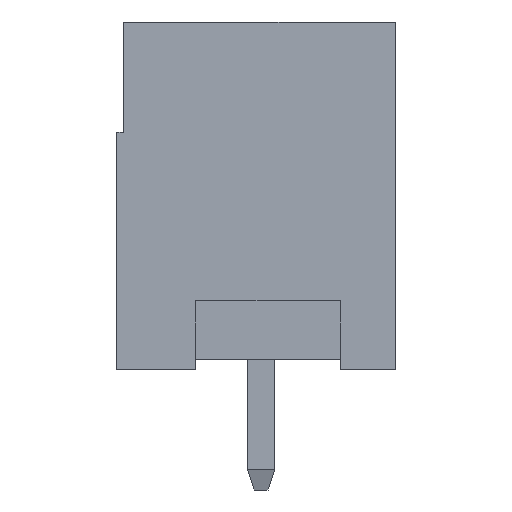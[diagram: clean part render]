
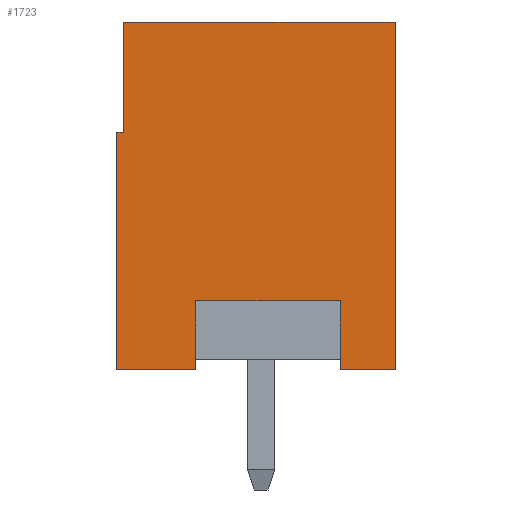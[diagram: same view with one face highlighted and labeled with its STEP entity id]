
A CAD part, left-side view. The second image highlights one B-rep face of the part: STEP entity #1723.
In plain terms, the highlighted planar face has unit normal (-1, 0, 0).
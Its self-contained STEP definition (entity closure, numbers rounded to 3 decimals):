
#1723 = ADVANCED_FACE( '', ( #3654 ), #3655, .T. );
#3654 = FACE_OUTER_BOUND( '', #5803, .T. );
#3655 = PLANE( '', #5804 );
#5803 = EDGE_LOOP( '', ( #10774, #10775, #10776, #10777, #10778, #10779, #10780, #10781, #10782, #10783 ) );
#5804 = AXIS2_PLACEMENT_3D( '', #10784, #10785, #10786 );
#10774 = ORIENTED_EDGE( '', *, *, #14843, .T. );
#10775 = ORIENTED_EDGE( '', *, *, #15207, .T. );
#10776 = ORIENTED_EDGE( '', *, *, #15208, .T. );
#10777 = ORIENTED_EDGE( '', *, *, #13682, .T. );
#10778 = ORIENTED_EDGE( '', *, *, #13370, .T. );
#10779 = ORIENTED_EDGE( '', *, *, #15079, .T. );
#10780 = ORIENTED_EDGE( '', *, *, #14452, .T. );
#10781 = ORIENTED_EDGE( '', *, *, #15209, .F. );
#10782 = ORIENTED_EDGE( '', *, *, #14926, .F. );
#10783 = ORIENTED_EDGE( '', *, *, #13870, .T. );
#10784 = CARTESIAN_POINT( '', ( -16., 0., 0. ) );
#10785 = DIRECTION( '', ( -1., 0., 0. ) );
#10786 = DIRECTION( '', ( 0., 0., 1. ) );
#13370 = EDGE_CURVE( '', #16152, #16153, #16154, .T. );
#13682 = EDGE_CURVE( '', #16697, #16152, #16698, .T. );
#13870 = EDGE_CURVE( '', #17005, #17010, #17012, .T. );
#14452 = EDGE_CURVE( '', #17942, #17939, #17943, .T. );
#14843 = EDGE_CURVE( '', #17010, #18502, #18505, .T. );
#14926 = EDGE_CURVE( '', #17005, #18608, #18612, .T. );
#15079 = EDGE_CURVE( '', #16153, #17942, #18810, .T. );
#15207 = EDGE_CURVE( '', #18502, #18980, #18981, .T. );
#15208 = EDGE_CURVE( '', #18980, #16697, #18982, .T. );
#15209 = EDGE_CURVE( '', #18608, #17939, #18983, .T. );
#16152 = VERTEX_POINT( '', #20184 );
#16153 = VERTEX_POINT( '', #20185 );
#16154 = LINE( '', #20186, #20187 );
#16697 = VERTEX_POINT( '', #20977 );
#16698 = LINE( '', #20978, #20979 );
#17005 = VERTEX_POINT( '', #21431 );
#17010 = VERTEX_POINT( '', #21438 );
#17012 = LINE( '', #21441, #21442 );
#17939 = VERTEX_POINT( '', #22816 );
#17942 = VERTEX_POINT( '', #22820 );
#17943 = LINE( '', #22821, #22822 );
#18502 = VERTEX_POINT( '', #23668 );
#18505 = LINE( '', #23672, #23673 );
#18608 = VERTEX_POINT( '', #23837 );
#18612 = LINE( '', #23843, #23844 );
#18810 = LINE( '', #24151, #24152 );
#18980 = VERTEX_POINT( '', #24404 );
#18981 = LINE( '', #24405, #24406 );
#18982 = LINE( '', #24407, #24408 );
#18983 = LINE( '', #24409, #24410 );
#20184 = CARTESIAN_POINT( '', ( -16., -2.45, -5.05 ) );
#20185 = CARTESIAN_POINT( '', ( -16., -4.05, -5.05 ) );
#20186 = CARTESIAN_POINT( '', ( -16., 4.05, -5.05 ) );
#20187 = VECTOR( '', #25413, 1000. );
#20977 = CARTESIAN_POINT( '', ( -16., -2.45, -3.05 ) );
#20978 = CARTESIAN_POINT( '', ( -16., -2.45, -3.05 ) );
#20979 = VECTOR( '', #25697, 1000. );
#21431 = CARTESIAN_POINT( '', ( -16., 4.05, 1.85 ) );
#21438 = CARTESIAN_POINT( '', ( -16., 4.05, -5.05 ) );
#21441 = CARTESIAN_POINT( '', ( -16., 4.05, 5.05 ) );
#21442 = VECTOR( '', #25858, 1000. );
#22816 = CARTESIAN_POINT( '', ( -16., 3.85, 5.05 ) );
#22820 = CARTESIAN_POINT( '', ( -16., -4.05, 5.05 ) );
#22821 = CARTESIAN_POINT( '', ( -16., -4.05, 5.05 ) );
#22822 = VECTOR( '', #26349, 1000. );
#23668 = CARTESIAN_POINT( '', ( -16., 1.75, -5.05 ) );
#23672 = CARTESIAN_POINT( '', ( -16., 4.05, -5.05 ) );
#23673 = VECTOR( '', #26683, 1000. );
#23837 = CARTESIAN_POINT( '', ( -16., 3.85, 1.85 ) );
#23843 = CARTESIAN_POINT( '', ( -16., 0., 1.85 ) );
#23844 = VECTOR( '', #26747, 1000. );
#24151 = CARTESIAN_POINT( '', ( -16., -4.05, -5.05 ) );
#24152 = VECTOR( '', #26857, 1000. );
#24404 = CARTESIAN_POINT( '', ( -16., 1.75, -3.05 ) );
#24405 = CARTESIAN_POINT( '', ( -16., 1.75, -5.05 ) );
#24406 = VECTOR( '', #26955, 1000. );
#24407 = CARTESIAN_POINT( '', ( -16., 1.75, -3.05 ) );
#24408 = VECTOR( '', #26956, 1000. );
#24409 = CARTESIAN_POINT( '', ( -16., 3.85, 0. ) );
#24410 = VECTOR( '', #26957, 1000. );
#25413 = DIRECTION( '', ( 0., -1., 0. ) );
#25697 = DIRECTION( '', ( 0., 0., -1. ) );
#25858 = DIRECTION( '', ( 0., 0., -1. ) );
#26349 = DIRECTION( '', ( 0., 1., 0. ) );
#26683 = DIRECTION( '', ( 0., -1., 0. ) );
#26747 = DIRECTION( '', ( 0., -1., 0. ) );
#26857 = DIRECTION( '', ( 0., 0., 1. ) );
#26955 = DIRECTION( '', ( 0., 0., 1. ) );
#26956 = DIRECTION( '', ( 0., -1., 0. ) );
#26957 = DIRECTION( '', ( 0., 0., 1. ) );
